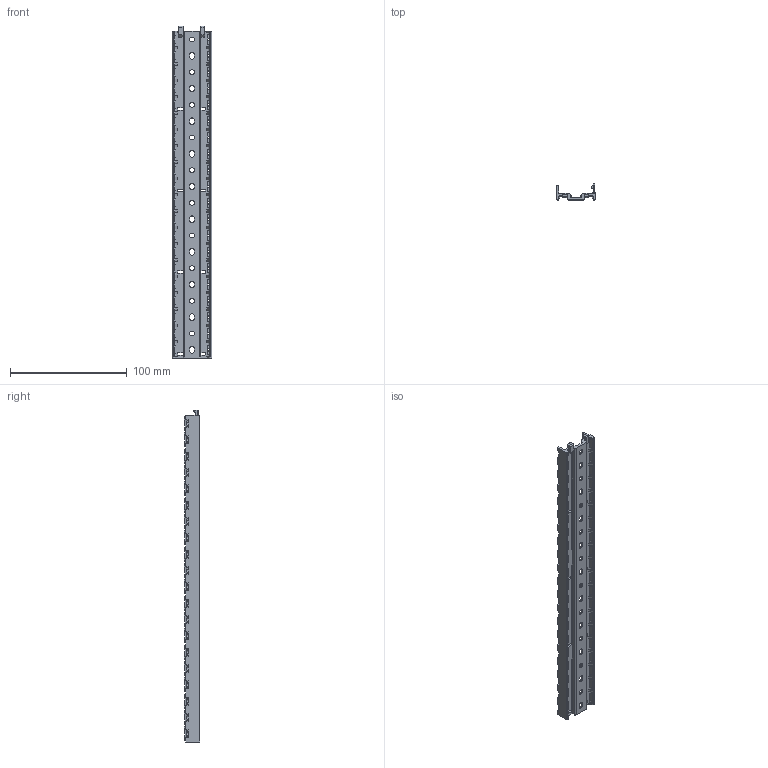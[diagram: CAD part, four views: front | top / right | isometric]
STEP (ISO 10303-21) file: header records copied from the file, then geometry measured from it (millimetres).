
FILE_DESCRIPTION((''),'2;1');
FILE_NAME('3100_0048_320','2020-01-31T',('presta_be4'),(''),'CREO PARAMETRIC BY PTC INC, 2018360','CREO PARAMETRIC BY PTC INC, 2018360','');
FILE_SCHEMA(('CONFIG_CONTROL_DESIGN'));
Length unit declared in the file: millimetre
Products named in the file (1): 3100_0048_320
Bounding box: 33.55 x 13.25 x 284.6 mm (x, y, z)
Volume: 28826.6 mm3; surface area: 36401 mm2
Topology: 1 solids, 1 shells, 1586 faces, 4802 edges, 3130 vertices
Faces by surface type: plane 1088, cylinder 498
Entity records: 54363 total; most frequent: CARTESIAN_POINT 10579, ORIENTED_EDGE 9604, DIRECTION 8784, EDGE_CURVE 4802, VECTOR 3568, LINE 3568, VERTEX_POINT 3130, AXIS2_PLACEMENT_3D 2608
